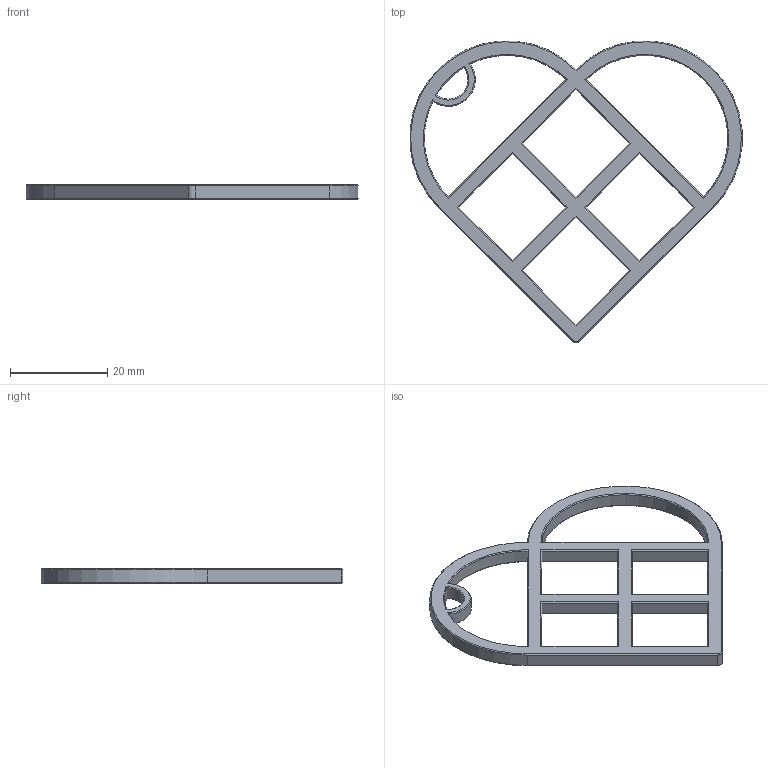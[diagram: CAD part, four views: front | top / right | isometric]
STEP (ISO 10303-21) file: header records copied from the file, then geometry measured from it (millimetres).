
FILE_DESCRIPTION(/* description */ (''),/* implementation_level */ '2;1');
FILE_NAME(/* name */ 'brelok_serce_3mm.step',/* time_stamp */ '2025-10-11T23:05:25+02:00',/* author */ (''),/* organization */ (''),/* preprocessor_version */ 'ST-DEVELOPER v20.1',/* originating_system */ 'Autodesk Translation Framework v14.17.0.0',/* authorisation */ '');
FILE_SCHEMA (('AUTOMOTIVE_DESIGN { 1 0 10303 214 3 1 1 }'));
Length unit declared in the file: millimetre
Products named in the file (1): 2025-10-11-21-33-35-193
Bounding box: 68.13 x 61.93 x 3 mm (x, y, z)
Volume: 2997.4 mm3; surface area: 3820.1 mm2
Topology: 1 solids, 1 shells, 89 faces, 203 edges, 116 vertices
Faces by surface type: plane 62, cone 18, cylinder 9
Entity records: 2488 total; most frequent: CARTESIAN_POINT 463, ORIENTED_EDGE 406, DIRECTION 401, EDGE_CURVE 203, LINE 149, VECTOR 149, AXIS2_PLACEMENT_3D 126, VERTEX_POINT 116
